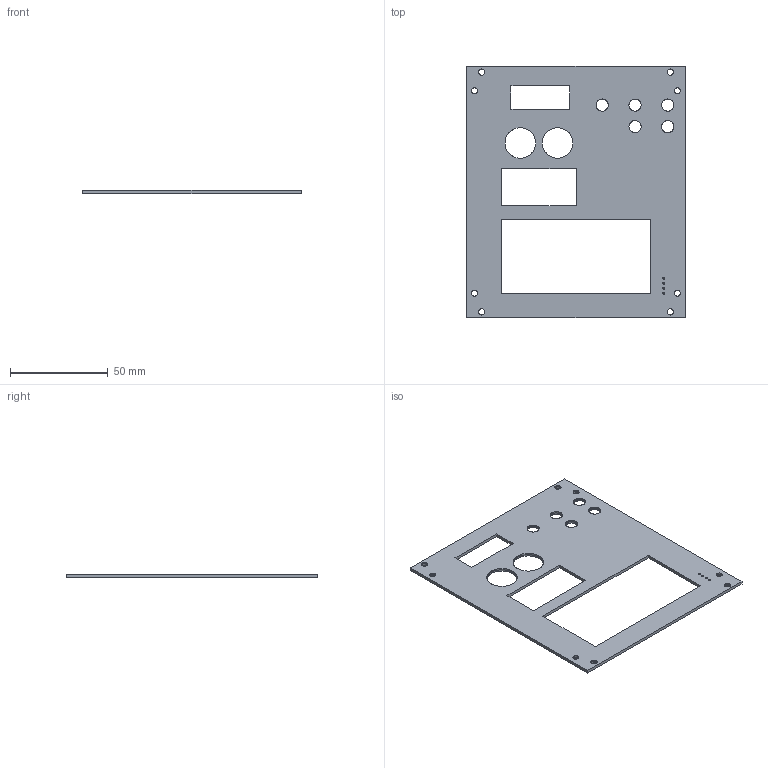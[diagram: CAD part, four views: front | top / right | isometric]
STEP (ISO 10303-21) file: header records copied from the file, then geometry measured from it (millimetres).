
FILE_DESCRIPTION(('KiCad electronic assembly'),'2;1');
FILE_NAME('dc31-front.step','2023-07-15T00:01:32',('Pcbnew'),('Kicad'), 'Open CASCADE STEP processor 7.6','KiCad to STEP converter','Unknown' );
FILE_SCHEMA(('AUTOMOTIVE_DESIGN { 1 0 10303 214 1 1 1 1 }'));
Length unit declared in the file: millimetre
Products named in the file (2): dc31-front 1; dc31-front PCB
Assembly tree (1 placements, depth 2):
  dc31-front 1
    dc31-front PCB
Bounding box: 111.4 x 128.5 x 1.58 mm (x, y, z)
Volume: 15375 mm3; surface area: 21346 mm2
Topology: 1 solids, 1 shells, 785 faces, 2349 edges, 1566 vertices
Faces by surface type: plane 781, cylinder 4
Full cylindrical faces by diameter (mm): 1 x4
Entity records: 56567 total; most frequent: CARTESIAN_POINT 9448, DIRECTION 8621, LINE 7031, VECTOR 7031, ORIENTED_EDGE 4698, PCURVE 4698, DEFINITIONAL_REPRESENTATION 4698, EDGE_CURVE 2349
